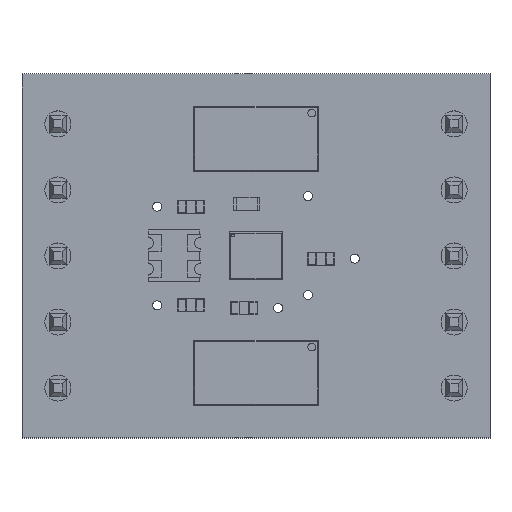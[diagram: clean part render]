
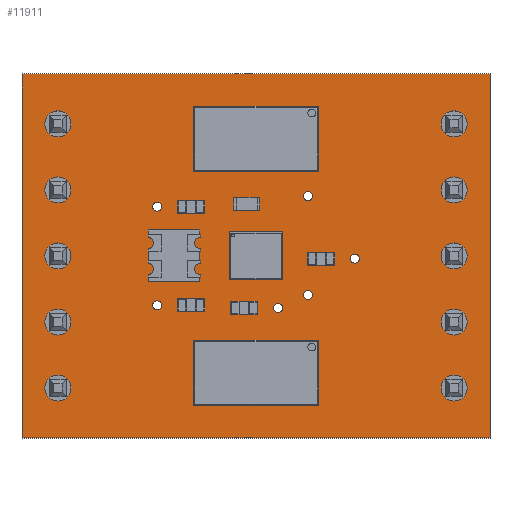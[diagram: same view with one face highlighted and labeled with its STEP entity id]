
A CAD part, top view. The second image highlights one B-rep face of the part: STEP entity #11911.
In plain terms, the highlighted planar face has unit normal (0, 0, 1).
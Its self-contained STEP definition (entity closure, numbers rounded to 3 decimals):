
#445=FACE_BOUND('',#1718,.T.);
#446=FACE_BOUND('',#1719,.T.);
#447=FACE_BOUND('',#1720,.T.);
#448=FACE_BOUND('',#1721,.T.);
#449=FACE_BOUND('',#1722,.T.);
#450=FACE_BOUND('',#1723,.T.);
#451=FACE_BOUND('',#1724,.T.);
#452=FACE_BOUND('',#1725,.T.);
#453=FACE_BOUND('',#1726,.T.);
#454=FACE_BOUND('',#1727,.T.);
#455=FACE_BOUND('',#1728,.T.);
#456=FACE_BOUND('',#1729,.T.);
#457=FACE_BOUND('',#1730,.T.);
#458=FACE_BOUND('',#1731,.T.);
#459=FACE_BOUND('',#1732,.T.);
#460=FACE_BOUND('',#1733,.T.);
#461=FACE_BOUND('',#1734,.T.);
#462=FACE_BOUND('',#1735,.T.);
#548=PLANE('',#12715);
#1038=FACE_OUTER_BOUND('',#1717,.T.);
#1717=EDGE_LOOP('',(#8019,#8020,#8021,#8022));
#1718=EDGE_LOOP('',(#8023));
#1719=EDGE_LOOP('',(#8024));
#1720=EDGE_LOOP('',(#8025));
#1721=EDGE_LOOP('',(#8026));
#1722=EDGE_LOOP('',(#8027));
#1723=EDGE_LOOP('',(#8028));
#1724=EDGE_LOOP('',(#8029));
#1725=EDGE_LOOP('',(#8030));
#1726=EDGE_LOOP('',(#8031));
#1727=EDGE_LOOP('',(#8032));
#1728=EDGE_LOOP('',(#8033));
#1729=EDGE_LOOP('',(#8034));
#1730=EDGE_LOOP('',(#8035));
#1731=EDGE_LOOP('',(#8036));
#1732=EDGE_LOOP('',(#8037));
#1733=EDGE_LOOP('',(#8038));
#1734=EDGE_LOOP('',(#8039));
#1735=EDGE_LOOP('',(#8040));
#2493=LINE('',#16349,#3775);
#2496=LINE('',#16355,#3778);
#2499=LINE('',#16361,#3781);
#2502=LINE('',#16365,#3784);
#3775=VECTOR('',#13555,10.);
#3778=VECTOR('',#13560,10.);
#3781=VECTOR('',#13565,10.);
#3784=VECTOR('',#13570,10.);
#5038=CIRCLE('',#12659,0.5);
#5040=CIRCLE('',#12662,0.5);
#5042=CIRCLE('',#12665,0.5);
#5044=CIRCLE('',#12668,0.5);
#5046=CIRCLE('',#12671,0.175);
#5048=CIRCLE('',#12674,0.175);
#5050=CIRCLE('',#12677,0.175);
#5052=CIRCLE('',#12680,0.175);
#5054=CIRCLE('',#12683,0.175);
#5056=CIRCLE('',#12686,0.175);
#5058=CIRCLE('',#12689,0.175);
#5060=CIRCLE('',#12692,0.175);
#5062=CIRCLE('',#12695,0.5);
#5064=CIRCLE('',#12698,0.5);
#5066=CIRCLE('',#12701,0.5);
#5068=CIRCLE('',#12704,0.5);
#5070=CIRCLE('',#12707,0.5);
#5072=CIRCLE('',#12710,0.5);
#5204=VERTEX_POINT('',#16237);
#5206=VERTEX_POINT('',#16243);
#5208=VERTEX_POINT('',#16249);
#5210=VERTEX_POINT('',#16255);
#5212=VERTEX_POINT('',#16261);
#5214=VERTEX_POINT('',#16267);
#5216=VERTEX_POINT('',#16273);
#5218=VERTEX_POINT('',#16279);
#5220=VERTEX_POINT('',#16285);
#5222=VERTEX_POINT('',#16291);
#5224=VERTEX_POINT('',#16297);
#5226=VERTEX_POINT('',#16303);
#5228=VERTEX_POINT('',#16309);
#5230=VERTEX_POINT('',#16315);
#5232=VERTEX_POINT('',#16321);
#5234=VERTEX_POINT('',#16327);
#5236=VERTEX_POINT('',#16333);
#5238=VERTEX_POINT('',#16339);
#5241=VERTEX_POINT('',#16346);
#5242=VERTEX_POINT('',#16348);
#5244=VERTEX_POINT('',#16354);
#5246=VERTEX_POINT('',#16360);
#6269=EDGE_CURVE('',#5204,#5204,#5038,.T.);
#6272=EDGE_CURVE('',#5206,#5206,#5040,.T.);
#6275=EDGE_CURVE('',#5208,#5208,#5042,.T.);
#6278=EDGE_CURVE('',#5210,#5210,#5044,.T.);
#6281=EDGE_CURVE('',#5212,#5212,#5046,.T.);
#6284=EDGE_CURVE('',#5214,#5214,#5048,.T.);
#6287=EDGE_CURVE('',#5216,#5216,#5050,.T.);
#6290=EDGE_CURVE('',#5218,#5218,#5052,.T.);
#6293=EDGE_CURVE('',#5220,#5220,#5054,.T.);
#6296=EDGE_CURVE('',#5222,#5222,#5056,.T.);
#6299=EDGE_CURVE('',#5224,#5224,#5058,.T.);
#6302=EDGE_CURVE('',#5226,#5226,#5060,.T.);
#6305=EDGE_CURVE('',#5228,#5228,#5062,.T.);
#6308=EDGE_CURVE('',#5230,#5230,#5064,.T.);
#6311=EDGE_CURVE('',#5232,#5232,#5066,.T.);
#6314=EDGE_CURVE('',#5234,#5234,#5068,.T.);
#6317=EDGE_CURVE('',#5236,#5236,#5070,.T.);
#6320=EDGE_CURVE('',#5238,#5238,#5072,.T.);
#6323=EDGE_CURVE('',#5242,#5241,#2493,.T.);
#6326=EDGE_CURVE('',#5244,#5242,#2496,.T.);
#6329=EDGE_CURVE('',#5246,#5244,#2499,.T.);
#6332=EDGE_CURVE('',#5241,#5246,#2502,.T.);
#8019=ORIENTED_EDGE('',*,*,#6332,.T.);
#8020=ORIENTED_EDGE('',*,*,#6329,.T.);
#8021=ORIENTED_EDGE('',*,*,#6326,.T.);
#8022=ORIENTED_EDGE('',*,*,#6323,.T.);
#8023=ORIENTED_EDGE('',*,*,#6269,.T.);
#8024=ORIENTED_EDGE('',*,*,#6272,.T.);
#8025=ORIENTED_EDGE('',*,*,#6275,.T.);
#8026=ORIENTED_EDGE('',*,*,#6278,.T.);
#8027=ORIENTED_EDGE('',*,*,#6281,.T.);
#8028=ORIENTED_EDGE('',*,*,#6284,.T.);
#8029=ORIENTED_EDGE('',*,*,#6287,.T.);
#8030=ORIENTED_EDGE('',*,*,#6290,.T.);
#8031=ORIENTED_EDGE('',*,*,#6293,.T.);
#8032=ORIENTED_EDGE('',*,*,#6296,.T.);
#8033=ORIENTED_EDGE('',*,*,#6299,.T.);
#8034=ORIENTED_EDGE('',*,*,#6302,.T.);
#8035=ORIENTED_EDGE('',*,*,#6305,.T.);
#8036=ORIENTED_EDGE('',*,*,#6308,.T.);
#8037=ORIENTED_EDGE('',*,*,#6311,.T.);
#8038=ORIENTED_EDGE('',*,*,#6314,.T.);
#8039=ORIENTED_EDGE('',*,*,#6317,.T.);
#8040=ORIENTED_EDGE('',*,*,#6320,.T.);
#11911=ADVANCED_FACE('',(#1038,#445,#446,#447,#448,#449,#450,#451,#452,
#453,#454,#455,#456,#457,#458,#459,#460,#461,#462),#548,.T.);
#12659=AXIS2_PLACEMENT_3D('',#16239,#13430,#13431);
#12662=AXIS2_PLACEMENT_3D('',#16245,#13437,#13438);
#12665=AXIS2_PLACEMENT_3D('',#16251,#13444,#13445);
#12668=AXIS2_PLACEMENT_3D('',#16257,#13451,#13452);
#12671=AXIS2_PLACEMENT_3D('',#16263,#13458,#13459);
#12674=AXIS2_PLACEMENT_3D('',#16269,#13465,#13466);
#12677=AXIS2_PLACEMENT_3D('',#16275,#13472,#13473);
#12680=AXIS2_PLACEMENT_3D('',#16281,#13479,#13480);
#12683=AXIS2_PLACEMENT_3D('',#16287,#13486,#13487);
#12686=AXIS2_PLACEMENT_3D('',#16293,#13493,#13494);
#12689=AXIS2_PLACEMENT_3D('',#16299,#13500,#13501);
#12692=AXIS2_PLACEMENT_3D('',#16305,#13507,#13508);
#12695=AXIS2_PLACEMENT_3D('',#16311,#13514,#13515);
#12698=AXIS2_PLACEMENT_3D('',#16317,#13521,#13522);
#12701=AXIS2_PLACEMENT_3D('',#16323,#13528,#13529);
#12704=AXIS2_PLACEMENT_3D('',#16329,#13535,#13536);
#12707=AXIS2_PLACEMENT_3D('',#16335,#13542,#13543);
#12710=AXIS2_PLACEMENT_3D('',#16341,#13549,#13550);
#12715=AXIS2_PLACEMENT_3D('',#16366,#13571,#13572);
#13430=DIRECTION('center_axis',(0.,0.,-1.));
#13431=DIRECTION('ref_axis',(-1.,0.,0.));
#13437=DIRECTION('center_axis',(0.,0.,-1.));
#13438=DIRECTION('ref_axis',(-1.,0.,0.));
#13444=DIRECTION('center_axis',(0.,0.,-1.));
#13445=DIRECTION('ref_axis',(-1.,0.,0.));
#13451=DIRECTION('center_axis',(0.,0.,-1.));
#13452=DIRECTION('ref_axis',(-1.,0.,0.));
#13458=DIRECTION('center_axis',(0.,0.,-1.));
#13459=DIRECTION('ref_axis',(1.,0.,0.));
#13465=DIRECTION('center_axis',(0.,0.,-1.));
#13466=DIRECTION('ref_axis',(1.,0.,0.));
#13472=DIRECTION('center_axis',(0.,0.,-1.));
#13473=DIRECTION('ref_axis',(1.,0.,0.));
#13479=DIRECTION('center_axis',(0.,0.,-1.));
#13480=DIRECTION('ref_axis',(1.,0.,0.));
#13486=DIRECTION('center_axis',(0.,0.,-1.));
#13487=DIRECTION('ref_axis',(1.,0.,0.));
#13493=DIRECTION('center_axis',(0.,0.,-1.));
#13494=DIRECTION('ref_axis',(1.,0.,0.));
#13500=DIRECTION('center_axis',(0.,0.,-1.));
#13501=DIRECTION('ref_axis',(1.,0.,0.));
#13507=DIRECTION('center_axis',(0.,0.,-1.));
#13508=DIRECTION('ref_axis',(1.,0.,0.));
#13514=DIRECTION('center_axis',(0.,0.,-1.));
#13515=DIRECTION('ref_axis',(-1.,0.,0.));
#13521=DIRECTION('center_axis',(0.,0.,-1.));
#13522=DIRECTION('ref_axis',(-1.,0.,0.));
#13528=DIRECTION('center_axis',(0.,0.,-1.));
#13529=DIRECTION('ref_axis',(-1.,0.,0.));
#13535=DIRECTION('center_axis',(0.,0.,-1.));
#13536=DIRECTION('ref_axis',(-1.,0.,0.));
#13542=DIRECTION('center_axis',(0.,0.,-1.));
#13543=DIRECTION('ref_axis',(-1.,0.,0.));
#13549=DIRECTION('center_axis',(0.,0.,-1.));
#13550=DIRECTION('ref_axis',(-1.,0.,0.));
#13555=DIRECTION('',(-1.,0.,0.));
#13560=DIRECTION('',(0.,1.,0.));
#13565=DIRECTION('',(1.,0.,0.));
#13570=DIRECTION('',(0.,-1.,0.));
#13571=DIRECTION('center_axis',(0.,0.,1.));
#13572=DIRECTION('ref_axis',(1.,0.,0.));
#16237=CARTESIAN_POINT('',(8.12,-2.54,1.671));
#16239=CARTESIAN_POINT('Origin',(7.62,-2.54,1.671));
#16243=CARTESIAN_POINT('',(8.12,2.54,1.671));
#16245=CARTESIAN_POINT('Origin',(7.62,2.54,1.671));
#16249=CARTESIAN_POINT('',(-7.12,-5.08,1.671));
#16251=CARTESIAN_POINT('Origin',(-7.62,-5.08,1.671));
#16255=CARTESIAN_POINT('',(-7.12,0.,1.671));
#16257=CARTESIAN_POINT('Origin',(-7.62,0.,1.671));
#16261=CARTESIAN_POINT('',(0.675,-2.,1.671));
#16263=CARTESIAN_POINT('Origin',(0.85,-2.,1.671));
#16267=CARTESIAN_POINT('',(1.825,2.3,1.671));
#16269=CARTESIAN_POINT('Origin',(2.,2.3,1.671));
#16273=CARTESIAN_POINT('',(-0.175,-4.5,1.671));
#16275=CARTESIAN_POINT('Origin',(0.,-4.5,1.671));
#16279=CARTESIAN_POINT('',(-3.975,-1.9,1.671));
#16281=CARTESIAN_POINT('Origin',(-3.8,-1.9,1.671));
#16285=CARTESIAN_POINT('',(3.625,-0.1,1.671));
#16287=CARTESIAN_POINT('Origin',(3.8,-0.1,1.671));
#16291=CARTESIAN_POINT('',(-3.975,1.9,1.671));
#16293=CARTESIAN_POINT('Origin',(-3.8,1.9,1.671));
#16297=CARTESIAN_POINT('',(-0.175,4.5,1.671));
#16299=CARTESIAN_POINT('Origin',(0.,4.5,1.671));
#16303=CARTESIAN_POINT('',(1.825,-1.5,1.671));
#16305=CARTESIAN_POINT('Origin',(2.,-1.5,1.671));
#16309=CARTESIAN_POINT('',(-7.12,5.08,1.671));
#16311=CARTESIAN_POINT('Origin',(-7.62,5.08,1.671));
#16315=CARTESIAN_POINT('',(-7.12,2.54,1.671));
#16317=CARTESIAN_POINT('Origin',(-7.62,2.54,1.671));
#16321=CARTESIAN_POINT('',(-7.12,-2.54,1.671));
#16323=CARTESIAN_POINT('Origin',(-7.62,-2.54,1.671));
#16327=CARTESIAN_POINT('',(8.12,5.08,1.671));
#16329=CARTESIAN_POINT('Origin',(7.62,5.08,1.671));
#16333=CARTESIAN_POINT('',(8.12,0.,1.671));
#16335=CARTESIAN_POINT('Origin',(7.62,0.,1.671));
#16339=CARTESIAN_POINT('',(8.12,-5.08,1.671));
#16341=CARTESIAN_POINT('Origin',(7.62,-5.08,1.671));
#16346=CARTESIAN_POINT('',(-9.,7.,1.671));
#16348=CARTESIAN_POINT('',(9.,7.,1.671));
#16349=CARTESIAN_POINT('',(9.,7.,1.671));
#16354=CARTESIAN_POINT('',(9.,-7.,1.671));
#16355=CARTESIAN_POINT('',(9.,-7.,1.671));
#16360=CARTESIAN_POINT('',(-9.,-7.,1.671));
#16361=CARTESIAN_POINT('',(-9.,-7.,1.671));
#16365=CARTESIAN_POINT('',(-9.,7.,1.671));
#16366=CARTESIAN_POINT('Origin',(0.,0.,1.671));
